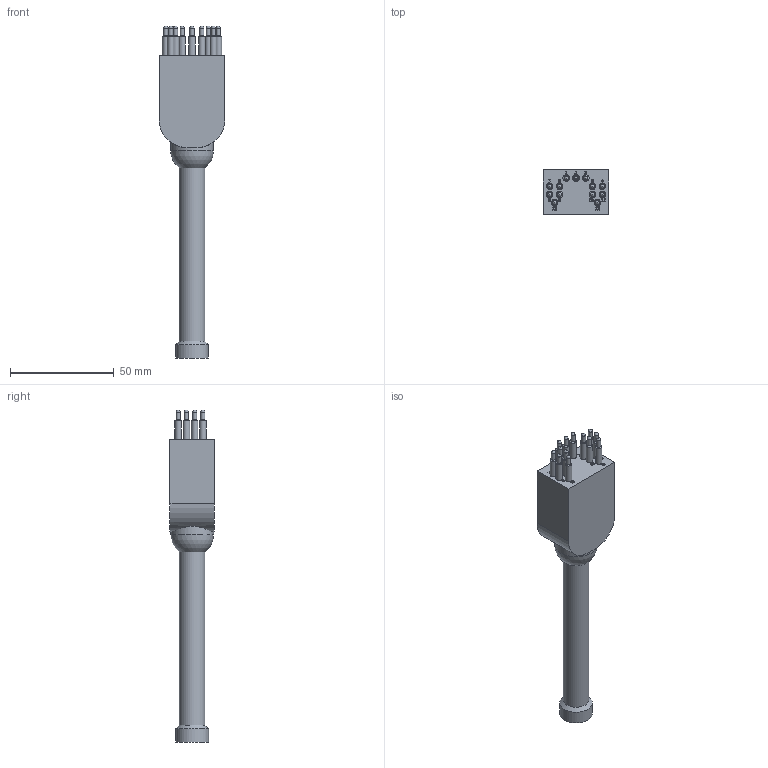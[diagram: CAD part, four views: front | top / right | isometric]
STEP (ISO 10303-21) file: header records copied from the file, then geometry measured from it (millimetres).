
FILE_DESCRIPTION(/* description */ (''),/* implementation_level */ '2;1');
FILE_NAME(/* name */ 'DLPDC13M.stp',/* time_stamp */ '2015-10-06T09:37:14+02:00',/* author */ ('sh'),/* organization */ (''),/* preprocessor_version */ 'ST-DEVELOPER v15.2',/* originating_system */ 'Autodesk Inventor 2014',/* authorisation */ '');
FILE_SCHEMA (('AUTOMOTIVE_DESIGN { 1 0 10303 214 3 1 1 }'));
Length unit declared in the file: inch
Products named in the file (1): DLPDC13M
Bounding box: 31.75 x 21.67 x 160.32 mm (x, y, z)
Volume: 46168.2 mm3; surface area: 14054.3 mm2
Topology: 15 solids, 15 shells, 523 faces, 1358 edges, 910 vertices
Faces by surface type: plane 242, bspline 209, cylinder 44, cone 27, sphere 1
Full cylindrical faces by diameter (mm): 1.321 x13, 1.986 x13, 3.175 x13, 12.319 x1, 15.85 x1, 20.625 x1
Entity records: 19443 total; most frequent: CARTESIAN_POINT 8000, ORIENTED_EDGE 2490, DIRECTION 1607, EDGE_CURVE 1245, VERTEX_POINT 867, LINE 695, VECTOR 695, EDGE_LOOP 638
